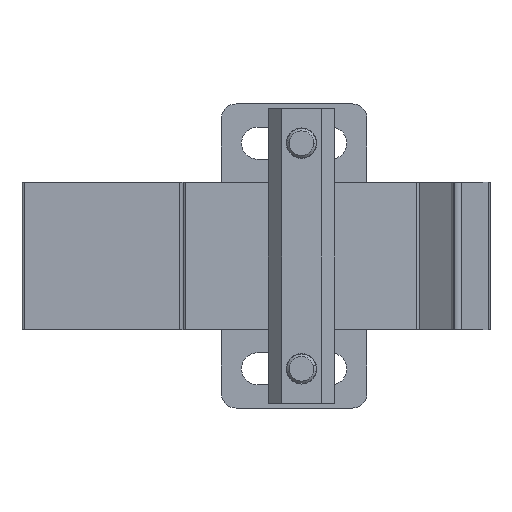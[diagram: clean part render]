
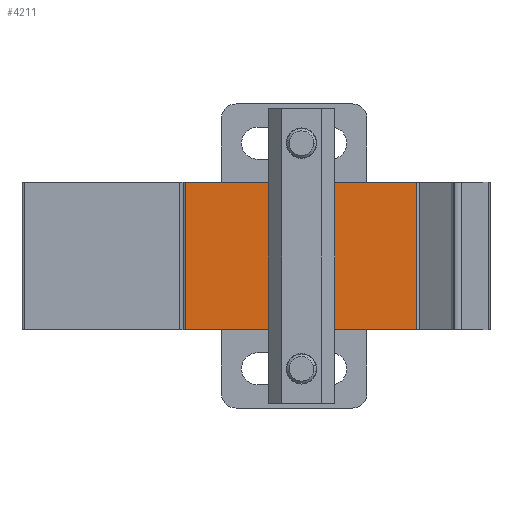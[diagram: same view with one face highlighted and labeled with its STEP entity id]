
A CAD part, front view. The second image highlights one B-rep face of the part: STEP entity #4211.
In plain terms, the highlighted planar face has unit normal (0, -1, 0).
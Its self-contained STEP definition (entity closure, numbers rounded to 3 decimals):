
#18 = VECTOR ( 'NONE', #5938, 1000. ) ;
#37 = ORIENTED_EDGE ( 'NONE', *, *, #3158, .F. ) ;
#269 = VECTOR ( 'NONE', #3395, 1000. ) ;
#290 = CARTESIAN_POINT ( 'NONE',  ( 23.5, -1.1, -15. ) ) ;
#676 = DIRECTION ( 'NONE',  ( 1., 0., 0. ) ) ;
#1094 = CARTESIAN_POINT ( 'NONE',  ( 23.5, -1.1, 15. ) ) ;
#1126 = CARTESIAN_POINT ( 'NONE',  ( -24., -1.1, 15. ) ) ;
#1350 = ORIENTED_EDGE ( 'NONE', *, *, #2385, .T. ) ;
#1484 = EDGE_LOOP ( 'NONE', ( #37, #1350, #5853, #2263 ) ) ;
#1923 = DIRECTION ( 'NONE',  ( 0., 0., 1. ) ) ;
#1950 = CARTESIAN_POINT ( 'NONE',  ( -24., -1.1, -15. ) ) ;
#2045 = LINE ( 'NONE', #1126, #6039 ) ;
#2121 = VECTOR ( 'NONE', #4306, 1000. ) ;
#2263 = ORIENTED_EDGE ( 'NONE', *, *, #5548, .T. ) ;
#2385 = EDGE_CURVE ( 'NONE', #5198, #4133, #4424, .T. ) ;
#2393 = LINE ( 'NONE', #1950, #269 ) ;
#2432 = CARTESIAN_POINT ( 'NONE',  ( -24., -1.1, 15. ) ) ;
#3135 = CARTESIAN_POINT ( 'NONE',  ( 23.5, -1.1, 15. ) ) ;
#3158 = EDGE_CURVE ( 'NONE', #5198, #5457, #2045, .T. ) ;
#3365 = PLANE ( 'NONE',  #5191 ) ;
#3395 = DIRECTION ( 'NONE',  ( 1., 0., 0. ) ) ;
#3404 = DIRECTION ( 'NONE',  ( 0., 1., 0. ) ) ;
#3646 = CARTESIAN_POINT ( 'NONE',  ( -23.7, -1.1, 15. ) ) ;
#3773 = FACE_OUTER_BOUND ( 'NONE', #1484, .T. ) ;
#3791 = CARTESIAN_POINT ( 'NONE',  ( -23.7, -1.1, 15. ) ) ;
#4015 = LINE ( 'NONE', #1094, #18 ) ;
#4133 = VERTEX_POINT ( 'NONE', #4642 ) ;
#4211 = ADVANCED_FACE ( 'NONE', ( #3773 ), #3365, .F. ) ;
#4306 = DIRECTION ( 'NONE',  ( 0., 0., -1. ) ) ;
#4424 = LINE ( 'NONE', #3791, #2121 ) ;
#4580 = EDGE_CURVE ( 'NONE', #4133, #4731, #2393, .T. ) ;
#4642 = CARTESIAN_POINT ( 'NONE',  ( -23.7, -1.1, -15. ) ) ;
#4731 = VERTEX_POINT ( 'NONE', #290 ) ;
#5191 = AXIS2_PLACEMENT_3D ( 'NONE', #2432, #3404, #1923 ) ;
#5198 = VERTEX_POINT ( 'NONE', #3646 ) ;
#5457 = VERTEX_POINT ( 'NONE', #3135 ) ;
#5548 = EDGE_CURVE ( 'NONE', #4731, #5457, #4015, .T. ) ;
#5853 = ORIENTED_EDGE ( 'NONE', *, *, #4580, .T. ) ;
#5938 = DIRECTION ( 'NONE',  ( 0., 0., 1. ) ) ;
#6039 = VECTOR ( 'NONE', #676, 1000. ) ;
